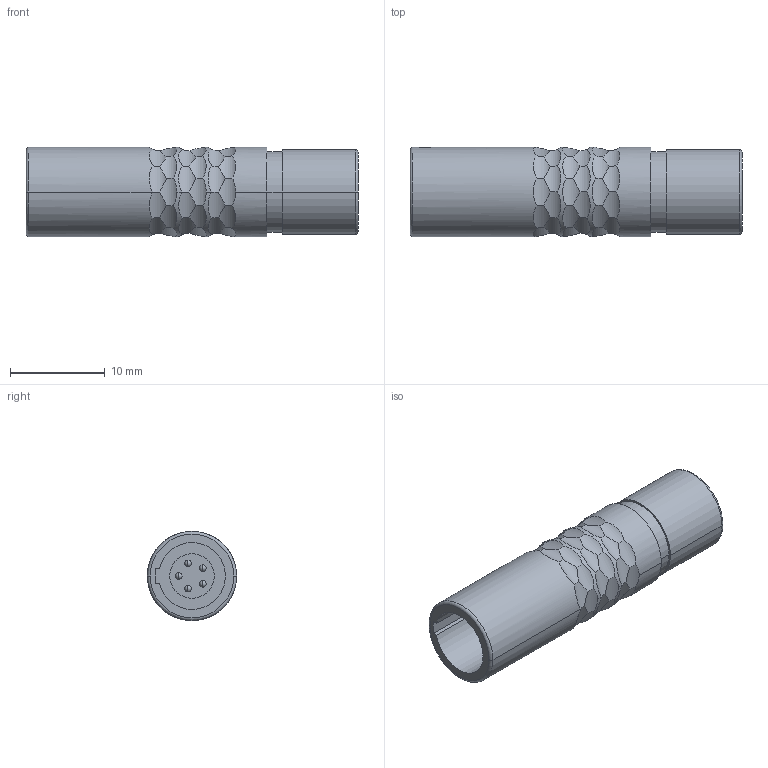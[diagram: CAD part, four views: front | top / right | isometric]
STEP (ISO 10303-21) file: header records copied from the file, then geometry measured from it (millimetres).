
FILE_DESCRIPTION((''),'2;1');
FILE_NAME('K10L0C-P05M','2013-11-12T',('RTrager'),(''),'PRO/ENGINEER BY PARAMETRIC TECHNOLOGY CORPORATION, 2013050','PRO/ENGINEER BY PARAMETRIC TECHNOLOGY CORPORATION, 2013050','');
FILE_SCHEMA(('CONFIG_CONTROL_DESIGN'));
Length unit declared in the file: millimetre
Products named in the file (1): K10L0C-P05M
Bounding box: 35 x 9.4 x 9.4 mm (x, y, z)
Volume: 1599.1 mm3; surface area: 1835.3 mm2
Topology: 1 solids, 1 shells, 172 faces, 450 edges, 287 vertices
Faces by surface type: cylinder 123, plane 25, sphere 10, torus 9, bspline 5
Entity records: 7314 total; most frequent: CARTESIAN_POINT 3425, ORIENTED_EDGE 880, DIRECTION 684, EDGE_CURVE 440, AXIS2_PLACEMENT_3D 294, VERTEX_POINT 287, B_SPLINE_CURVE_WITH_KNOTS 217, EDGE_LOOP 189
